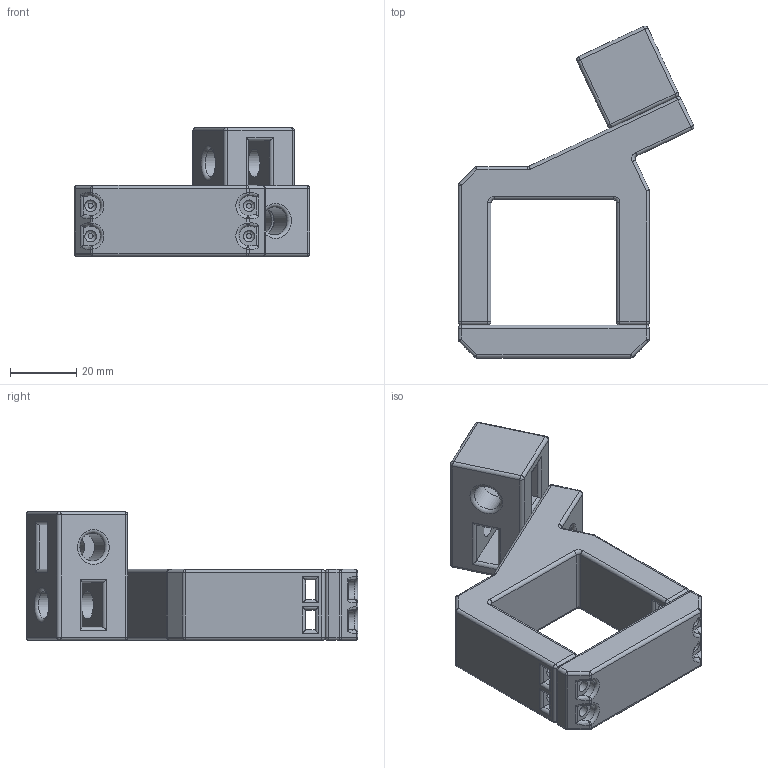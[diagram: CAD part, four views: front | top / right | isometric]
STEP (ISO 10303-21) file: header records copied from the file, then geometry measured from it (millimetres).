
FILE_DESCRIPTION(/* description */ (''),/* implementation_level */ '2;1');
FILE_NAME(/* name */ 'table stab v2.step',/* time_stamp */ '2021-09-22T02:00:22+09:00',/* author */ (''),/* organization */ (''),/* preprocessor_version */ 'ST-DEVELOPER v18.1',/* originating_system */ 'Autodesk Translation Framework v10.10.0.1391',/* authorisation */ '');
FILE_SCHEMA (('AUTOMOTIVE_DESIGN { 1 0 10303 214 3 1 1 }'));
Length unit declared in the file: millimetre
Products named in the file (1): table stab
Bounding box: 71.28 x 100.37 x 39 mm (x, y, z)
Volume: 61890.3 mm3; surface area: 21808.7 mm2
Topology: 3 solids, 3 shells, 299 faces, 659 edges, 370 vertices
Faces by surface type: cylinder 146, plane 61, sphere 46, torus 34, bspline 12
Full cylindrical faces by diameter (mm): 3.5 x12, 8.5 x5
Entity records: 8572 total; most frequent: CARTESIAN_POINT 1745, DIRECTION 1571, ORIENTED_EDGE 1318, EDGE_CURVE 659, AXIS2_PLACEMENT_3D 640, VERTEX_POINT 370, EDGE_LOOP 341, FACE_OUTER_BOUND 299
